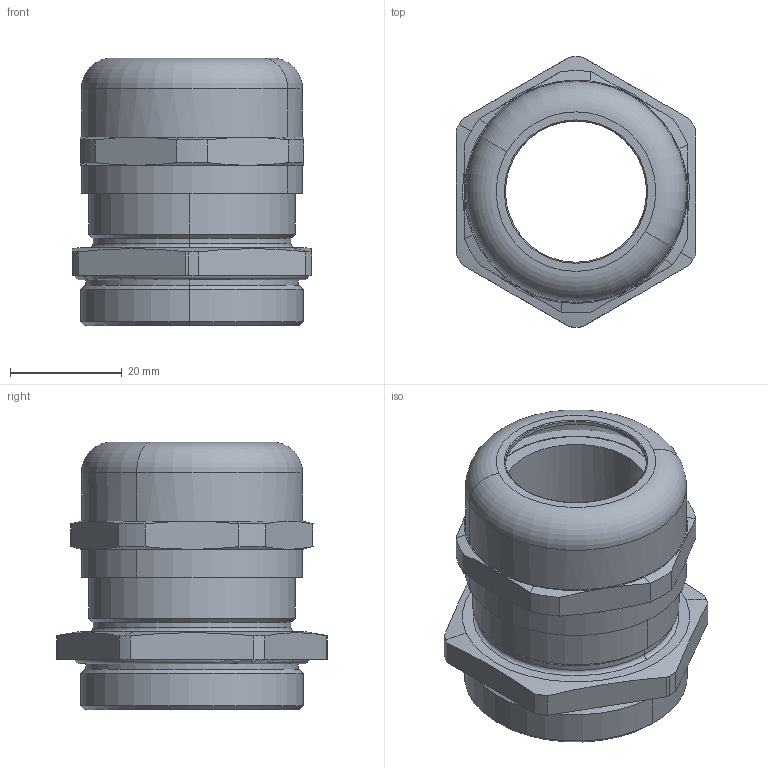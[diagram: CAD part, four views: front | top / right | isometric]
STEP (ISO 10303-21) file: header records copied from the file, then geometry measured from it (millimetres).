
FILE_DESCRIPTION(('CATIA V5R24 STEP','CAx-IF Rec.Pracs.--- Model Styling and Organization---1.2---2011-12-15'),'2;1');
FILE_NAME ('020975-3_2_1772250000_1772250000.stp','2018-03-28T11:24:23+00:00',('none'),('Weidmueller'),'CATIA Version 5-6 Release 2014 SP4 HF52','CATIA V5 STEP AP214','none');
FILE_SCHEMA(('AUTOMOTIVE_DESIGN { 1 0 10303 214 1 1 1 1 }'));
Length unit declared in the file: millimetre
Products named in the file (1): 65680 VG M40 - MS68
Bounding box: 43 x 48.4 x 48 mm (x, y, z)
Volume: 27905.8 mm3; surface area: 23587.8 mm2
Topology: 4 solids, 4 shells, 135 faces, 353 edges, 235 vertices
Faces by surface type: cylinder 48, cone 42, plane 29, torus 16
Entity records: 4499 total; most frequent: CARTESIAN_POINT 1325, ORIENTED_EDGE 706, DIRECTION 514, EDGE_CURVE 353, AXIS2_PLACEMENT_3D 295, VERTEX_POINT 235, CIRCLE 183, EDGE_LOOP 152
